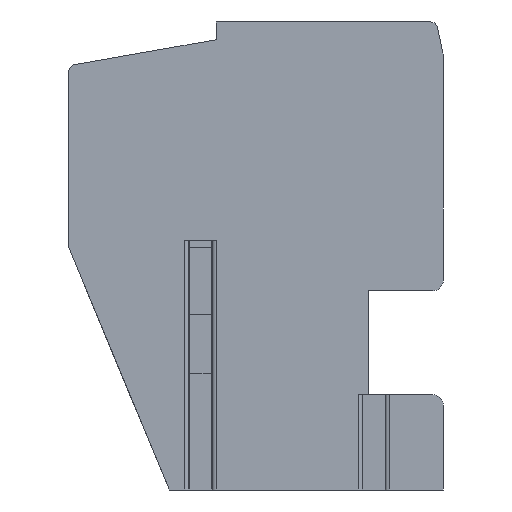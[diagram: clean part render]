
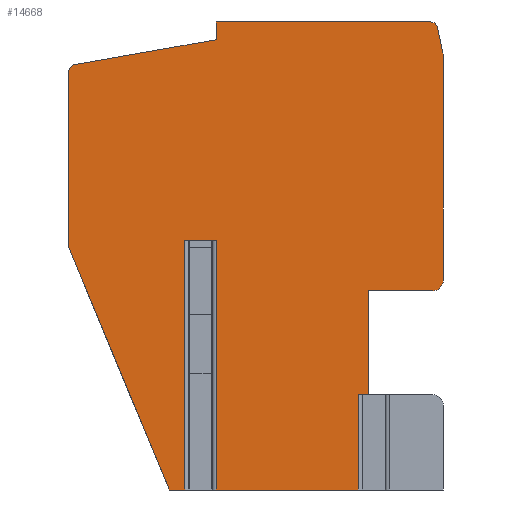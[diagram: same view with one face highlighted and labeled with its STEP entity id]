
A CAD part, left-side view. The second image highlights one B-rep face of the part: STEP entity #14668.
In plain terms, the highlighted planar face has unit normal (-1, 0, 0).
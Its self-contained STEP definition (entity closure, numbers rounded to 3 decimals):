
#18=DIRECTION('',(0.,0.,-1.));
#19=VECTOR('',#18,2.75);
#20=CARTESIAN_POINT('',(0.,-2.949,
-4.));
#21=LINE('',#20,#19);
#22=DIRECTION('',(0.,0.,-1.));
#23=VECTOR('',#22,7.2);
#24=CARTESIAN_POINT('',(0.,1.149,0.45));
#25=LINE('',#24,#23);
#26=DIRECTION('',(0.,1.,0.));
#27=VECTOR('',#26,0.901);
#28=CARTESIAN_POINT('',(0.,1.149,0.45));
#29=LINE('',#28,#27);
#30=DIRECTION('',(0.,0.,-1.));
#31=VECTOR('',#30,7.2);
#32=CARTESIAN_POINT('',(0.,2.05,0.45));
#33=LINE('',#32,#31);
#34=DIRECTION('',(0.,-0.383,-0.924));
#35=VECTOR('',#34,7.577);
#36=CARTESIAN_POINT('',(0.,5.4,0.25));
#37=LINE('',#36,#35);
#38=DIRECTION('',(0.,0.,1.));
#39=VECTOR('',#38,5.072);
#40=CARTESIAN_POINT('',(0.,5.4,0.25));
#41=LINE('',#40,#39);
#42=CARTESIAN_POINT('',(0.,5.2,5.322));
#43=DIRECTION('',(1.,0.,0.));
#44=DIRECTION('',(0.,1.,0.));
#45=AXIS2_PLACEMENT_3D('',#42,#43,#44);
#47=DIRECTION('',(0.,-0.985,0.174));
#48=VECTOR('',#47,4.148);
#49=CARTESIAN_POINT('',(0.,5.235,5.519));
#50=LINE('',#49,#48);
#51=DIRECTION('',(0.,0.,1.));
#52=VECTOR('',#51,0.511);
#53=CARTESIAN_POINT('',(0.,1.15,6.239));
#54=LINE('',#53,#52);
#55=DIRECTION('',(0.,-1.,0.));
#56=VECTOR('',#55,6.188);
#57=CARTESIAN_POINT('',(0.,1.15,6.75));
#58=LINE('',#57,#56);
#59=CARTESIAN_POINT('',(0.,-5.038,6.55));
#60=DIRECTION('',(1.,0.,0.));
#61=DIRECTION('',(0.,0.,1.));
#62=AXIS2_PLACEMENT_3D('',#59,#60,#61);
#64=DIRECTION('',(0.,-0.208,-0.978));
#65=VECTOR('',#64,0.747);
#66=CARTESIAN_POINT('',(0.,-5.234,6.592));
#67=LINE('',#66,#65);
#68=CARTESIAN_POINT('',(0.,-4.9,5.757));
#69=DIRECTION('',(1.,0.,0.));
#70=DIRECTION('',(0.,-0.978,0.208));
#71=AXIS2_PLACEMENT_3D('',#68,#69,#70);
#73=DIRECTION('',(0.,0.,-1.));
#74=VECTOR('',#73,6.457);
#75=CARTESIAN_POINT('',(0.,-5.4,5.757));
#76=LINE('',#75,#74);
#77=CARTESIAN_POINT('',(0.,-5.1,-0.7));
#78=DIRECTION('',(1.,0.,0.));
#79=DIRECTION('',(0.,-1.,0.));
#80=AXIS2_PLACEMENT_3D('',#77,#78,#79);
#82=DIRECTION('',(0.,1.,0.));
#83=VECTOR('',#82,1.85);
#84=CARTESIAN_POINT('',(0.,-5.1,-1.));
#85=LINE('',#84,#83);
#86=DIRECTION('',(0.,0.,-1.));
#87=VECTOR('',#86,3.);
#88=CARTESIAN_POINT('',(0.,-3.25,-1.));
#89=LINE('',#88,#87);
#90=DIRECTION('',(0.,-1.,0.));
#91=VECTOR('',#90,0.301);
#92=CARTESIAN_POINT('',(0.,-2.949,
-4.));
#93=LINE('',#92,#91);
#348=DIRECTION('',(0.,-1.,0.));
#349=VECTOR('',#348,0.45);
#350=CARTESIAN_POINT('',(0.,2.5,-6.75));
#351=LINE('',#350,#349);
#384=DIRECTION('',(0.,-1.,0.));
#385=VECTOR('',#384,4.099);
#386=CARTESIAN_POINT('',(0.,1.149,
-6.75));
#387=LINE('',#386,#385);
#11316=CARTESIAN_POINT('',(0.,5.4,5.322));
#11317=CARTESIAN_POINT('',(0.,5.235,5.519));
#11318=VERTEX_POINT('',#11316);
#11319=VERTEX_POINT('',#11317);
#11320=CARTESIAN_POINT('',(0.,1.15,6.239));
#11321=VERTEX_POINT('',#11320);
#11322=CARTESIAN_POINT('',(0.,1.15,6.75));
#11323=VERTEX_POINT('',#11322);
#11324=CARTESIAN_POINT('',(0.,-5.038,6.75));
#11325=VERTEX_POINT('',#11324);
#11326=CARTESIAN_POINT('',(0.,-5.234,6.592));
#11327=VERTEX_POINT('',#11326);
#11328=CARTESIAN_POINT('',(0.,-5.389,5.86));
#11329=VERTEX_POINT('',#11328);
#11330=CARTESIAN_POINT('',(0.,-5.4,5.757));
#11331=VERTEX_POINT('',#11330);
#11332=CARTESIAN_POINT('',(0.,-5.4,-0.7));
#11333=VERTEX_POINT('',#11332);
#11334=CARTESIAN_POINT('',(0.,-5.1,-1.));
#11335=VERTEX_POINT('',#11334);
#11336=CARTESIAN_POINT('',(0.,-3.25,-1.));
#11337=VERTEX_POINT('',#11336);
#12478=CARTESIAN_POINT('',(0.,5.4,0.25));
#12479=VERTEX_POINT('',#12478);
#12510=CARTESIAN_POINT('',(0.,1.149,
0.45));
#12511=CARTESIAN_POINT('',(0.,2.05,
0.45));
#12512=VERTEX_POINT('',#12510);
#12513=VERTEX_POINT('',#12511);
#12514=CARTESIAN_POINT('',(0.,1.149,
-6.75));
#12515=VERTEX_POINT('',#12514);
#12516=CARTESIAN_POINT('',(0.,2.05,
-6.75));
#12517=VERTEX_POINT('',#12516);
#12530=CARTESIAN_POINT('',(0.,2.5,-6.75));
#12531=VERTEX_POINT('',#12530);
#12542=CARTESIAN_POINT('',(0.,-2.949,
-4.));
#12543=CARTESIAN_POINT('',(0.,-2.949,
-6.75));
#12544=VERTEX_POINT('',#12542);
#12545=VERTEX_POINT('',#12543);
#12546=CARTESIAN_POINT('',(0.,-3.25,-4.));
#12547=VERTEX_POINT('',#12546);
#14621=CARTESIAN_POINT('',(0.,0.,0.));
#14622=DIRECTION('',(1.,0.,0.));
#14623=DIRECTION('',(0.,0.,-1.));
#14624=AXIS2_PLACEMENT_3D('',#14621,#14622,#14623);
#14625=PLANE('',#14624);
#14627=ORIENTED_EDGE('',*,*,#14626,.T.);
#14629=ORIENTED_EDGE('',*,*,#14628,.F.);
#14631=ORIENTED_EDGE('',*,*,#14630,.F.);
#14633=ORIENTED_EDGE('',*,*,#14632,.T.);
#14635=ORIENTED_EDGE('',*,*,#14634,.T.);
#14637=ORIENTED_EDGE('',*,*,#14636,.F.);
#14639=ORIENTED_EDGE('',*,*,#14638,.F.);
#14641=ORIENTED_EDGE('',*,*,#14640,.T.);
#14643=ORIENTED_EDGE('',*,*,#14642,.T.);
#14645=ORIENTED_EDGE('',*,*,#14644,.T.);
#14647=ORIENTED_EDGE('',*,*,#14646,.T.);
#14649=ORIENTED_EDGE('',*,*,#14648,.T.);
#14651=ORIENTED_EDGE('',*,*,#14650,.T.);
#14653=ORIENTED_EDGE('',*,*,#14652,.T.);
#14655=ORIENTED_EDGE('',*,*,#14654,.T.);
#14657=ORIENTED_EDGE('',*,*,#14656,.T.);
#14659=ORIENTED_EDGE('',*,*,#14658,.T.);
#14661=ORIENTED_EDGE('',*,*,#14660,.T.);
#14663=ORIENTED_EDGE('',*,*,#14662,.T.);
#14665=ORIENTED_EDGE('',*,*,#14664,.F.);
#14666=EDGE_LOOP('',(#14627,#14629,#14631,#14633,#14635,#14637,#14639,#14641,
#14643,#14645,#14647,#14649,#14651,#14653,#14655,#14657,#14659,#14661,#14663,
#14665));
#14667=FACE_OUTER_BOUND('',#14666,.F.);
#14668=ADVANCED_FACE('',(#14667),#14625,.F.);
#46=CIRCLE('',#45,0.2);
#63=CIRCLE('',#62,0.2);
#72=CIRCLE('',#71,0.5);
#81=CIRCLE('',#80,0.3);
#14626=EDGE_CURVE('',#12544,#12545,#21,.T.);
#14628=EDGE_CURVE('',#12515,#12545,#387,.T.);
#14630=EDGE_CURVE('',#12512,#12515,#25,.T.);
#14632=EDGE_CURVE('',#12512,#12513,#29,.T.);
#14634=EDGE_CURVE('',#12513,#12517,#33,.T.);
#14636=EDGE_CURVE('',#12531,#12517,#351,.T.);
#14638=EDGE_CURVE('',#12479,#12531,#37,.T.);
#14640=EDGE_CURVE('',#12479,#11318,#41,.T.);
#14642=EDGE_CURVE('',#11318,#11319,#46,.T.);
#14644=EDGE_CURVE('',#11319,#11321,#50,.T.);
#14646=EDGE_CURVE('',#11321,#11323,#54,.T.);
#14648=EDGE_CURVE('',#11323,#11325,#58,.T.);
#14650=EDGE_CURVE('',#11325,#11327,#63,.T.);
#14652=EDGE_CURVE('',#11327,#11329,#67,.T.);
#14654=EDGE_CURVE('',#11329,#11331,#72,.T.);
#14656=EDGE_CURVE('',#11331,#11333,#76,.T.);
#14658=EDGE_CURVE('',#11333,#11335,#81,.T.);
#14660=EDGE_CURVE('',#11335,#11337,#85,.T.);
#14662=EDGE_CURVE('',#11337,#12547,#89,.T.);
#14664=EDGE_CURVE('',#12544,#12547,#93,.T.);
